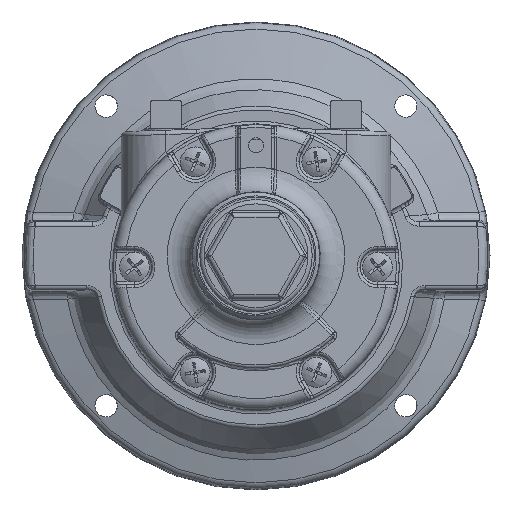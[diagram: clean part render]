
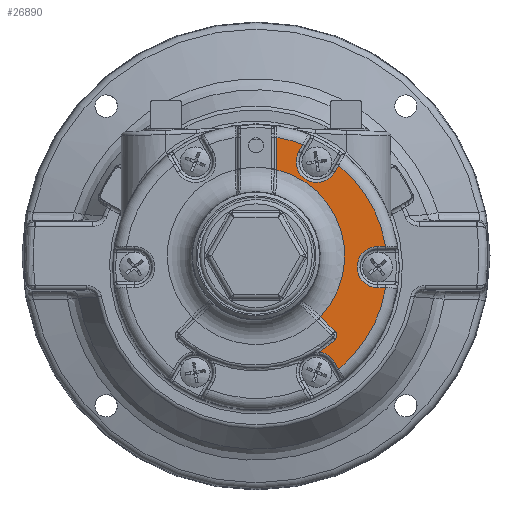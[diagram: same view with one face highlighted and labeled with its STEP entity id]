
A CAD part, top view. The second image highlights one B-rep face of the part: STEP entity #26890.
In plain terms, the highlighted planar face has unit normal (0, 0, 1).
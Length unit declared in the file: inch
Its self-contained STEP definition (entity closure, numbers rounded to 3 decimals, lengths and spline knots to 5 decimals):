
#663 = CIRCLE ( 'NONE', #15825, 1.82222 ) ;
#995 = DIRECTION ( 'NONE',  ( 0., 0., 1. ) ) ;
#1042 = EDGE_CURVE ( 'NONE', #32104, #23545, #20421, .T. ) ;
#1787 = CARTESIAN_POINT ( 'NONE',  ( 1.14777, -1.41531, 0.45 ) ) ;
#1811 = ORIENTED_EDGE ( 'NONE', *, *, #32911, .T. ) ;
#1842 = DIRECTION ( 'NONE',  ( 0., 0., -1. ) ) ;
#2152 = VERTEX_POINT ( 'NONE', #23372 ) ;
#2178 = VERTEX_POINT ( 'NONE', #1787 ) ;
#2264 = ORIENTED_EDGE ( 'NONE', *, *, #17631, .T. ) ;
#2398 = CARTESIAN_POINT ( 'NONE',  ( 0., 0., 0.45 ) ) ;
#2888 = CARTESIAN_POINT ( 'NONE',  ( 0.29011, 0., 0.45 ) ) ;
#3297 = LINE ( 'NONE', #43561, #44429 ) ;
#3310 = PLANE ( 'NONE',  #36772 ) ;
#4294 = VERTEX_POINT ( 'NONE', #46843 ) ;
#4818 = CARTESIAN_POINT ( 'NONE',  ( 0., 0.156, 0.45 ) ) ;
#5251 = CARTESIAN_POINT ( 'NONE',  ( 1.69, -0.28681, 0.45 ) ) ;
#5469 = DIRECTION ( 'NONE',  ( 0., 0., -1. ) ) ;
#5651 = DIRECTION ( 'NONE',  ( 1., 0., 0. ) ) ;
#6200 = EDGE_CURVE ( 'NONE', #33431, #44216, #15025, .T. ) ;
#6769 = CARTESIAN_POINT ( 'NONE',  ( 1.69, 0., 0.45 ) ) ;
#6922 = CIRCLE ( 'NONE', #44730, 1.59674 ) ;
#7193 = AXIS2_PLACEMENT_3D ( 'NONE', #29382, #11360, #7346 ) ;
#7295 = DIRECTION ( 'NONE',  ( 0.5, 0.866, 0. ) ) ;
#7346 = DIRECTION ( 'NONE',  ( 1., 0., 0. ) ) ;
#7527 = VERTEX_POINT ( 'NONE', #37445 ) ;
#7828 = EDGE_CURVE ( 'NONE', #42149, #21613, #3297, .T. ) ;
#7893 = ORIENTED_EDGE ( 'NONE', *, *, #16821, .T. ) ;
#7894 = CARTESIAN_POINT ( 'NONE',  ( 1.80533, 0.28681, 0.45 ) ) ;
#8261 = VERTEX_POINT ( 'NONE', #33547 ) ;
#8635 = AXIS2_PLACEMENT_3D ( 'NONE', #33913, #5469, #19889 ) ;
#8757 = DIRECTION ( 'NONE',  ( 0., 0., -1. ) ) ;
#8783 = AXIS2_PLACEMENT_3D ( 'NONE', #2398, #24414, #10215 ) ;
#8869 = VERTEX_POINT ( 'NONE', #11717 ) ;
#9091 = DIRECTION ( 'NONE',  ( 1., 0., 0. ) ) ;
#9561 = CIRCLE ( 'NONE', #8783, 1.82222 ) ;
#9848 = EDGE_CURVE ( 'NONE', #23545, #30863, #40372, .T. ) ;
#9852 = ORIENTED_EDGE ( 'NONE', *, *, #7828, .T. ) ;
#9866 = CARTESIAN_POINT ( 'NONE',  ( 1.09142, -1.31766, 0.45 ) ) ;
#10196 = VECTOR ( 'NONE', #7295, 39.37008 ) ;
#10215 = DIRECTION ( 'NONE',  ( 1., 0., 0. ) ) ;
#10251 = CIRCLE ( 'NONE', #7193, 1.23056 ) ;
#11360 = DIRECTION ( 'NONE',  ( 0., 0., -1. ) ) ;
#11678 = AXIS2_PLACEMENT_3D ( 'NONE', #32981, #43400, #33219 ) ;
#11717 = CARTESIAN_POINT ( 'NONE',  ( 0.59458, 1.60434, 0.45 ) ) ;
#13060 = CARTESIAN_POINT ( 'NONE',  ( 1.15068, -1.42036, 0.45 ) ) ;
#13541 = VECTOR ( 'NONE', #36814, 39.37008 ) ;
#13707 = ORIENTED_EDGE ( 'NONE', *, *, #44132, .T. ) ;
#13748 = DIRECTION ( 'NONE',  ( 1., 0., 0. ) ) ;
#14706 = LINE ( 'NONE', #28458, #28819 ) ;
#15025 = LINE ( 'NONE', #22343, #13541 ) ;
#15090 = ORIENTED_EDGE ( 'NONE', *, *, #27550, .T. ) ;
#15825 = AXIS2_PLACEMENT_3D ( 'NONE', #19712, #995, #34211 ) ;
#16821 = EDGE_CURVE ( 'NONE', #2152, #44615, #34437, .T. ) ;
#16967 = CIRCLE ( 'NONE', #11678, 0.28681 ) ;
#17274 = CARTESIAN_POINT ( 'NONE',  ( 0.8797, -1.17655, 0.45 ) ) ;
#17631 = EDGE_CURVE ( 'NONE', #40478, #39891, #16967, .T. ) ;
#17841 = EDGE_CURVE ( 'NONE', #44216, #8869, #36656, .T. ) ;
#18424 = DIRECTION ( 'NONE',  ( 0.707, -0.707, 0. ) ) ;
#18528 = ORIENTED_EDGE ( 'NONE', *, *, #30220, .T. ) ;
#18806 = EDGE_CURVE ( 'NONE', #44615, #42149, #10251, .T. ) ;
#19080 = DIRECTION ( 'NONE',  ( 0., 0., 1. ) ) ;
#19487 = ORIENTED_EDGE ( 'NONE', *, *, #1042, .T. ) ;
#19712 = CARTESIAN_POINT ( 'NONE',  ( 0., 0., 0.45 ) ) ;
#19737 = CARTESIAN_POINT ( 'NONE',  ( 1.09142, 1.31766, 0.45 ) ) ;
#19889 = DIRECTION ( 'NONE',  ( 1., 0., 0. ) ) ;
#20141 = LINE ( 'NONE', #13060, #44382 ) ;
#20421 = CIRCLE ( 'NONE', #31831, 0.28681 ) ;
#20513 = ORIENTED_EDGE ( 'NONE', *, *, #40282, .T. ) ;
#21452 = ORIENTED_EDGE ( 'NONE', *, *, #6200, .T. ) ;
#21613 = VERTEX_POINT ( 'NONE', #35676 ) ;
#21629 = DIRECTION ( 'NONE',  ( 1., 0., 0. ) ) ;
#22230 = EDGE_CURVE ( 'NONE', #8261, #2152, #22977, .T. ) ;
#22343 = CARTESIAN_POINT ( 'NONE',  ( 1.09142, 1.31766, 0.45 ) ) ;
#22977 = CIRCLE ( 'NONE', #46473, 1.82222 ) ;
#23342 = VECTOR ( 'NONE', #21629, 39.37008 ) ;
#23372 = CARTESIAN_POINT ( 'NONE',  ( 0.29011, 1.79898, 0.45 ) ) ;
#23545 = VERTEX_POINT ( 'NONE', #39754 ) ;
#24391 = DIRECTION ( 'NONE',  ( 0., 0., 1. ) ) ;
#24414 = DIRECTION ( 'NONE',  ( 0., 0., 1. ) ) ;
#25296 = LINE ( 'NONE', #39781, #10196 ) ;
#25354 = DIRECTION ( 'NONE',  ( -1., 0., 0. ) ) ;
#26099 = ORIENTED_EDGE ( 'NONE', *, *, #18806, .T. ) ;
#26758 = CARTESIAN_POINT ( 'NONE',  ( 1.04511, -0.9467, 0.45 ) ) ;
#26890 = ADVANCED_FACE ( 'NONE', ( #31049 ), #3310, .T. ) ;
#27297 = DIRECTION ( 'NONE',  ( 0., -1., 0. ) ) ;
#27550 = EDGE_CURVE ( 'NONE', #21613, #7527, #27566, .T. ) ;
#27566 = CIRCLE ( 'NONE', #35142, 0.07746 ) ;
#28458 = CARTESIAN_POINT ( 'NONE',  ( 1.69, -0.28681, 0.45 ) ) ;
#28819 = VECTOR ( 'NONE', #25354, 39.37008 ) ;
#28907 = ORIENTED_EDGE ( 'NONE', *, *, #9848, .T. ) ;
#29382 = CARTESIAN_POINT ( 'NONE',  ( 0., 0.156, 0.45 ) ) ;
#29510 = ORIENTED_EDGE ( 'NONE', *, *, #32803, .T. ) ;
#30220 = EDGE_CURVE ( 'NONE', #8869, #8261, #25296, .T. ) ;
#30863 = VERTEX_POINT ( 'NONE', #38471 ) ;
#31049 = FACE_OUTER_BOUND ( 'NONE', #34285, .T. ) ;
#31528 = ORIENTED_EDGE ( 'NONE', *, *, #22230, .T. ) ;
#31777 = CARTESIAN_POINT ( 'NONE',  ( 0., 0., 0.45 ) ) ;
#31831 = AXIS2_PLACEMENT_3D ( 'NONE', #6769, #1842, #5651 ) ;
#32104 = VERTEX_POINT ( 'NONE', #5251 ) ;
#32803 = EDGE_CURVE ( 'NONE', #39891, #2178, #20141, .T. ) ;
#32876 = DIRECTION ( 'NONE',  ( 1., 0., 0. ) ) ;
#32911 = EDGE_CURVE ( 'NONE', #2178, #4294, #9561, .T. ) ;
#32981 = CARTESIAN_POINT ( 'NONE',  ( 0.843, -1.461, 0.45 ) ) ;
#33219 = DIRECTION ( 'NONE',  ( 1., 0., 0. ) ) ;
#33431 = VERTEX_POINT ( 'NONE', #39045 ) ;
#33547 = CARTESIAN_POINT ( 'NONE',  ( 0.65093, 1.70199, 0.45 ) ) ;
#33913 = CARTESIAN_POINT ( 'NONE',  ( 0.843, 1.461, 0.45 ) ) ;
#34149 = DIRECTION ( 'NONE',  ( 1., 0., 0. ) ) ;
#34211 = DIRECTION ( 'NONE',  ( 1., 0., 0. ) ) ;
#34273 = ORIENTED_EDGE ( 'NONE', *, *, #17841, .T. ) ;
#34285 = EDGE_LOOP ( 'NONE', ( #31528, #7893, #26099, #9852, #15090, #13707, #2264, #29510, #1811, #20513, #19487, #28907, #43669, #21452, #34273, #18528 ) ) ;
#34437 = LINE ( 'NONE', #2888, #35421 ) ;
#35142 = AXIS2_PLACEMENT_3D ( 'NONE', #26758, #8757, #34149 ) ;
#35421 = VECTOR ( 'NONE', #27297, 39.37008 ) ;
#35676 = CARTESIAN_POINT ( 'NONE',  ( 1.09988, -0.89193, 0.45 ) ) ;
#36490 = EDGE_CURVE ( 'NONE', #30863, #33431, #663, .T. ) ;
#36656 = CIRCLE ( 'NONE', #8635, 0.28681 ) ;
#36772 = AXIS2_PLACEMENT_3D ( 'NONE', #31777, #24391, #13748 ) ;
#36814 = DIRECTION ( 'NONE',  ( -0.5, -0.866, 0. ) ) ;
#37115 = CARTESIAN_POINT ( 'NONE',  ( 0., 0., 0.45 ) ) ;
#37445 = CARTESIAN_POINT ( 'NONE',  ( 1.09839, -1.00292, 0.45 ) ) ;
#37965 = DIRECTION ( 'NONE',  ( 0.5, -0.866, 0. ) ) ;
#38471 = CARTESIAN_POINT ( 'NONE',  ( 1.79951, 0.28681, 0.45 ) ) ;
#39045 = CARTESIAN_POINT ( 'NONE',  ( 1.14777, 1.41531, 0.45 ) ) ;
#39754 = CARTESIAN_POINT ( 'NONE',  ( 1.69, 0.28681, 0.45 ) ) ;
#39781 = CARTESIAN_POINT ( 'NONE',  ( 0.65384, 1.70704, 0.45 ) ) ;
#39891 = VERTEX_POINT ( 'NONE', #9866 ) ;
#40282 = EDGE_CURVE ( 'NONE', #4294, #32104, #14706, .T. ) ;
#40372 = LINE ( 'NONE', #7894, #23342 ) ;
#40478 = VERTEX_POINT ( 'NONE', #17274 ) ;
#41191 = CARTESIAN_POINT ( 'NONE',  ( 0.89572, -0.68777, 0.45 ) ) ;
#42033 = DIRECTION ( 'NONE',  ( 0., 0., -1. ) ) ;
#42149 = VERTEX_POINT ( 'NONE', #41191 ) ;
#43400 = DIRECTION ( 'NONE',  ( 0., 0., -1. ) ) ;
#43561 = CARTESIAN_POINT ( 'NONE',  ( 1.10042, -0.89247, 0.45 ) ) ;
#43669 = ORIENTED_EDGE ( 'NONE', *, *, #36490, .T. ) ;
#44132 = EDGE_CURVE ( 'NONE', #7527, #40478, #6922, .T. ) ;
#44216 = VERTEX_POINT ( 'NONE', #19737 ) ;
#44382 = VECTOR ( 'NONE', #37965, 39.37008 ) ;
#44429 = VECTOR ( 'NONE', #18424, 39.37008 ) ;
#44615 = VERTEX_POINT ( 'NONE', #45209 ) ;
#44730 = AXIS2_PLACEMENT_3D ( 'NONE', #4818, #42033, #9091 ) ;
#45209 = CARTESIAN_POINT ( 'NONE',  ( 0.29011, 1.35187, 0.45 ) ) ;
#46473 = AXIS2_PLACEMENT_3D ( 'NONE', #37115, #19080, #32876 ) ;
#46843 = CARTESIAN_POINT ( 'NONE',  ( 1.79951, -0.28681, 0.45 ) ) ;
